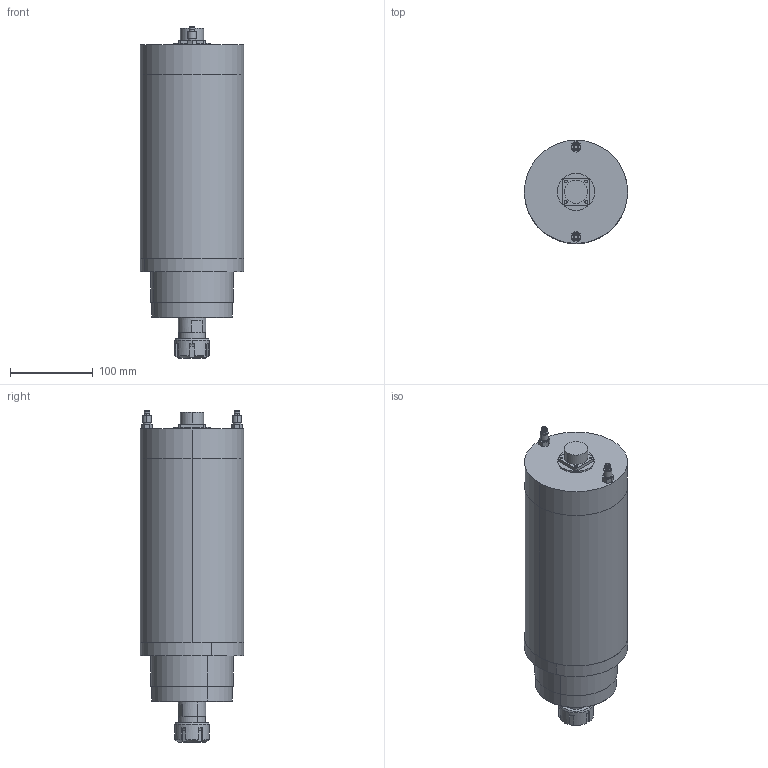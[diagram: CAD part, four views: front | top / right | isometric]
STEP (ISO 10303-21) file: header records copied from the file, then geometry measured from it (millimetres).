
FILE_DESCRIPTION (( 'STEP AP214' ), '1' );
FILE_NAME ('GDK125-12-24Z-4.0-8.0.STEP', '2021-05-07T01:11:27', ( '萇齟' ), ( '' ), 'SwSTEP 2.0', 'SolidWorks 2018', '' );
FILE_SCHEMA (( 'AUTOMOTIVE_DESIGN' ));
Length unit declared in the file: millimetre
Products named in the file (10): GDK125-12-24Z-4.0-8.0堤盄釱; 阨郲30.5ㄗM8ㄘ; ER25蹟簽; ER25-6 粟俶芠標; GDK125-12-24Z-4.0-8.0; 堤盄釱脣芛32x32; GDK125-12-24Z-4.0-8.0粣創釱; GDK125-12-24Z-4.0-8.0儂褲223; GDK125-12-24Z-4.0-8.0滅鳥欶; GDK125-12-24Z-4.0-8.0粣芛
Assembly tree (10 placements, depth 2):
  GDK125-12-24Z-4.0-8.0
    GDK125-12-24Z-4.0-8.0儂褲223
    GDK125-12-24Z-4.0-8.0堤盄釱
    GDK125-12-24Z-4.0-8.0粣創釱
    GDK125-12-24Z-4.0-8.0滅鳥欶
    GDK125-12-24Z-4.0-8.0粣芛
    ER25-6 粟俶芠標
    ER25蹟簽
    堤盄釱脣芛32x32
    阨郲30.5ㄗM8ㄘ  x2
Bounding box: 125 x 125 x 402 mm (x, y, z)
Volume: 3857157.8 mm3; surface area: 240032.8 mm2
Topology: 10 solids, 10 shells, 177 faces, 398 edges, 262 vertices
Faces by surface type: plane 83, cylinder 80, cone 14
Entity records: 4826 total; most frequent: CARTESIAN_POINT 822, DIRECTION 798, ORIENTED_EDGE 676, EDGE_CURVE 338, AXIS2_PLACEMENT_3D 326, VERTEX_POINT 222, EDGE_LOOP 180, CIRCLE 164
